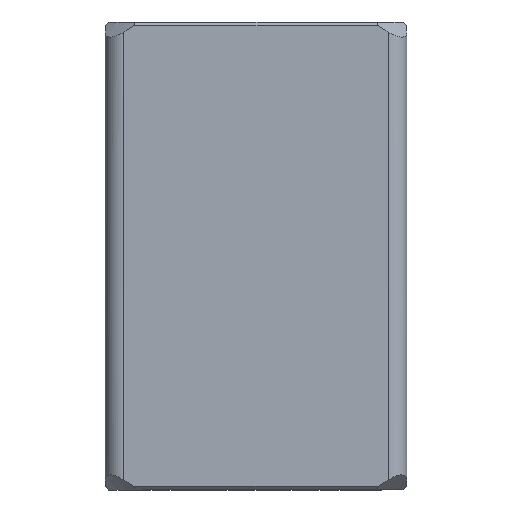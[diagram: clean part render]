
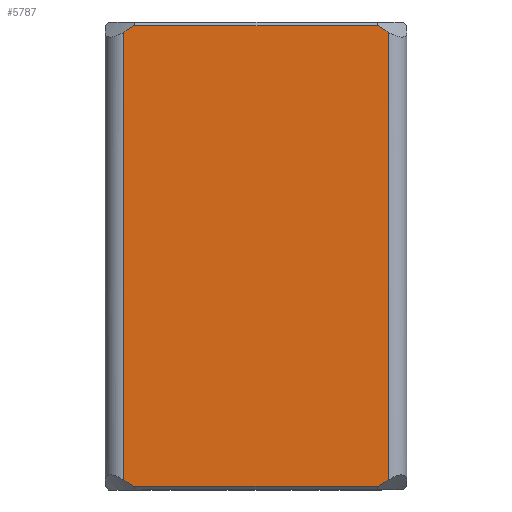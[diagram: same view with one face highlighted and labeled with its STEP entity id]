
A CAD part, left-side view. The second image highlights one B-rep face of the part: STEP entity #5787.
In plain terms, the highlighted planar face has unit normal (-1, 0, 0).
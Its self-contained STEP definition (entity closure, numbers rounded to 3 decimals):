
#167 = CARTESIAN_POINT ( 'NONE',  ( -20., -16.217, 0.5 ) ) ;
#176 = DIRECTION ( 'NONE',  ( 0., 0., -1. ) ) ;
#301 = CARTESIAN_POINT ( 'NONE',  ( -20., -17.5, 60.673 ) ) ;
#407 = EDGE_CURVE ( 'NONE', #10227, #6808, #5409, .T. ) ;
#421 = EDGE_LOOP ( 'NONE', ( #5260, #4114, #9640, #7097, #956, #2193, #7321, #4836 ) ) ;
#591 = VECTOR ( 'NONE', #176, 1000. ) ;
#754 = CARTESIAN_POINT ( 'NONE',  ( -20., 17.075, 1.047 ) ) ;
#956 = ORIENTED_EDGE ( 'NONE', *, *, #7573, .T. ) ;
#1237 = EDGE_CURVE ( 'NONE', #3976, #10249, #3262, .T. ) ;
#1273 = CARTESIAN_POINT ( 'NONE',  ( -20., -17.5, 1.327 ) ) ;
#1693 = CARTESIAN_POINT ( 'NONE',  ( -20., 15.411, 61.5 ) ) ;
#1828 = PLANE ( 'NONE',  #10780 ) ;
#1837 = CARTESIAN_POINT ( 'NONE',  ( -20., 16.217, 61.5 ) ) ;
#2070 = VERTEX_POINT ( 'NONE', #4163 ) ;
#2188 = EDGE_CURVE ( 'NONE', #8979, #2070, #12323, .T. ) ;
#2193 = ORIENTED_EDGE ( 'NONE', *, *, #5622, .T. ) ;
#2234 = EDGE_CURVE ( 'NONE', #6808, #4898, #8211, .T. ) ;
#2370 = CARTESIAN_POINT ( 'NONE',  ( -20., 17.5, 60.673 ) ) ;
#2492 = EDGE_CURVE ( 'NONE', #4898, #8979, #5217, .T. ) ;
#2511 = DIRECTION ( 'NONE',  ( 0., 1., 0. ) ) ;
#3254 = VERTEX_POINT ( 'NONE', #6439 ) ;
#3262 = LINE ( 'NONE', #5467, #591 ) ;
#3715 = B_SPLINE_CURVE_WITH_KNOTS ( 'NONE', 3,
 ( #7740, #6715, #5523, #7539 ),
 .UNSPECIFIED., .F., .F.,
 ( 4, 4 ),
 ( 0.027, 0.029 ),
 .UNSPECIFIED. ) ;
#3879 = VECTOR ( 'NONE', #11288, 1000. ) ;
#3976 = VERTEX_POINT ( 'NONE', #301 ) ;
#4051 = CARTESIAN_POINT ( 'NONE',  ( -20., 16.648, 0.771 ) ) ;
#4114 = ORIENTED_EDGE ( 'NONE', *, *, #2188, .T. ) ;
#4163 = CARTESIAN_POINT ( 'NONE',  ( -20., -16.217, 0.5 ) ) ;
#4272 = CARTESIAN_POINT ( 'NONE',  ( -20., 0., 0.5 ) ) ;
#4333 = B_SPLINE_CURVE_WITH_KNOTS ( 'NONE', 3,
 ( #167, #8847, #7676, #1273 ),
 .UNSPECIFIED., .F., .F.,
 ( 4, 4 ),
 ( 0.063, 0.065 ),
 .UNSPECIFIED. ) ;
#4836 = ORIENTED_EDGE ( 'NONE', *, *, #2234, .T. ) ;
#4898 = VERTEX_POINT ( 'NONE', #8769 ) ;
#5217 = B_SPLINE_CURVE_WITH_KNOTS ( 'NONE', 3,
 ( #13420, #754, #4051, #8123 ),
 .UNSPECIFIED., .F., .F.,
 ( 4, 4 ),
 ( 0.027, 0.029 ),
 .UNSPECIFIED. ) ;
#5260 = ORIENTED_EDGE ( 'NONE', *, *, #2492, .T. ) ;
#5409 = B_SPLINE_CURVE_WITH_KNOTS ( 'NONE', 3,
 ( #10636, #11806, #9600, #2370 ),
 .UNSPECIFIED., .F., .F.,
 ( 4, 4 ),
 ( 0.063, 0.065 ),
 .UNSPECIFIED. ) ;
#5467 = CARTESIAN_POINT ( 'NONE',  ( -20., -17.5, 62. ) ) ;
#5523 = CARTESIAN_POINT ( 'NONE',  ( -20., -16.648, 61.229 ) ) ;
#5622 = EDGE_CURVE ( 'NONE', #3254, #10227, #8924, .T. ) ;
#5787 = ADVANCED_FACE ( 'NONE', ( #6233 ), #1828, .F. ) ;
#6028 = DIRECTION ( 'NONE',  ( 1., 0., 0. ) ) ;
#6078 = DIRECTION ( 'NONE',  ( 0., -1., 0. ) ) ;
#6233 = FACE_OUTER_BOUND ( 'NONE', #421, .T. ) ;
#6439 = CARTESIAN_POINT ( 'NONE',  ( -20., -16.217, 61.5 ) ) ;
#6715 = CARTESIAN_POINT ( 'NONE',  ( -20., -17.075, 60.953 ) ) ;
#6808 = VERTEX_POINT ( 'NONE', #6967 ) ;
#6874 = CARTESIAN_POINT ( 'NONE',  ( -20., -17.5, 1.327 ) ) ;
#6967 = CARTESIAN_POINT ( 'NONE',  ( -20., 17.5, 60.673 ) ) ;
#6988 = VECTOR ( 'NONE', #6078, 1000. ) ;
#7097 = ORIENTED_EDGE ( 'NONE', *, *, #1237, .F. ) ;
#7116 = CARTESIAN_POINT ( 'NONE',  ( -20., 17.5, 62. ) ) ;
#7133 = DIRECTION ( 'NONE',  ( 0., 1., 0. ) ) ;
#7321 = ORIENTED_EDGE ( 'NONE', *, *, #407, .T. ) ;
#7539 = CARTESIAN_POINT ( 'NONE',  ( -20., -16.217, 61.5 ) ) ;
#7573 = EDGE_CURVE ( 'NONE', #3976, #3254, #3715, .T. ) ;
#7676 = CARTESIAN_POINT ( 'NONE',  ( -20., -17.076, 1.047 ) ) ;
#7740 = CARTESIAN_POINT ( 'NONE',  ( -20., -17.5, 60.673 ) ) ;
#8123 = CARTESIAN_POINT ( 'NONE',  ( -20., 16.217, 0.5 ) ) ;
#8211 = LINE ( 'NONE', #7116, #3879 ) ;
#8769 = CARTESIAN_POINT ( 'NONE',  ( -20., 17.5, 1.327 ) ) ;
#8847 = CARTESIAN_POINT ( 'NONE',  ( -20., -16.648, 0.771 ) ) ;
#8924 = LINE ( 'NONE', #1693, #12992 ) ;
#8979 = VERTEX_POINT ( 'NONE', #9760 ) ;
#9600 = CARTESIAN_POINT ( 'NONE',  ( -20., 17.076, 60.953 ) ) ;
#9640 = ORIENTED_EDGE ( 'NONE', *, *, #11414, .T. ) ;
#9760 = CARTESIAN_POINT ( 'NONE',  ( -20., 16.217, 0.5 ) ) ;
#10227 = VERTEX_POINT ( 'NONE', #1837 ) ;
#10249 = VERTEX_POINT ( 'NONE', #6874 ) ;
#10417 = CARTESIAN_POINT ( 'NONE',  ( -20., 0., 62. ) ) ;
#10636 = CARTESIAN_POINT ( 'NONE',  ( -20., 16.217, 61.5 ) ) ;
#10780 = AXIS2_PLACEMENT_3D ( 'NONE', #10417, #6028, #7133 ) ;
#11288 = DIRECTION ( 'NONE',  ( 0., 0., -1. ) ) ;
#11414 = EDGE_CURVE ( 'NONE', #2070, #10249, #4333, .T. ) ;
#11806 = CARTESIAN_POINT ( 'NONE',  ( -20., 16.648, 61.229 ) ) ;
#12323 = LINE ( 'NONE', #4272, #6988 ) ;
#12992 = VECTOR ( 'NONE', #2511, 1000. ) ;
#13420 = CARTESIAN_POINT ( 'NONE',  ( -20., 17.5, 1.327 ) ) ;
